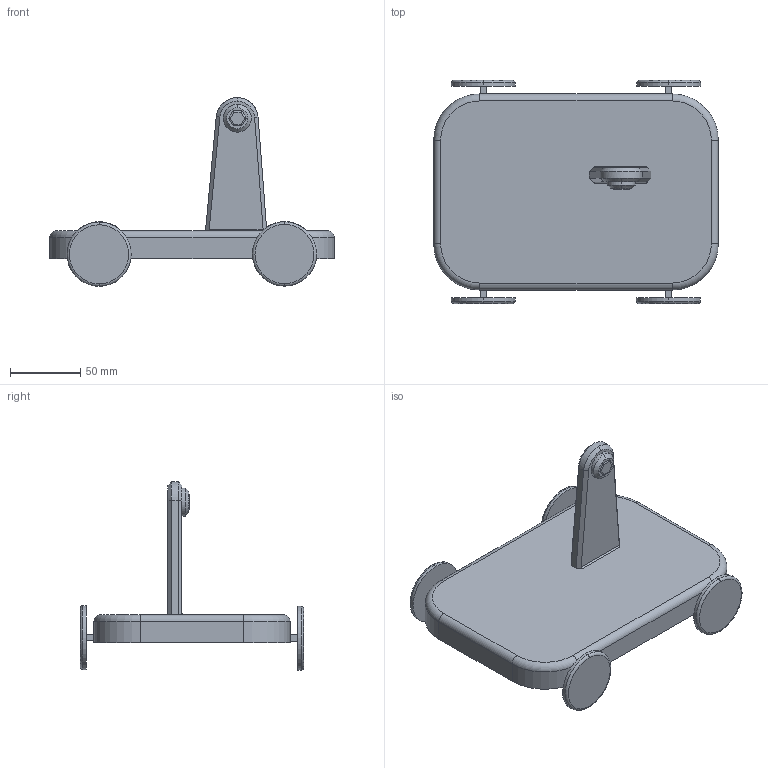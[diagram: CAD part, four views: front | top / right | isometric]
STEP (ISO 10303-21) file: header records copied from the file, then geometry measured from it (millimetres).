
FILE_DESCRIPTION (( 'STEP AP203' ), '1' );
FILE_NAME ('base_1_Default_sldprt.STEP', '2023-12-04T15:31:23', ( '' ), ( '' ), 'SwSTEP 2.0', 'SolidWorks 2022', '' );
FILE_SCHEMA (( 'CONFIG_CONTROL_DESIGN' ));
Length unit declared in the file: inch
Products named in the file (1): base_1_Default_sldprt
Bounding box: 203.2 x 159.3 x 134.66 mm (x, y, z)
Volume: 606085.5 mm3; surface area: 89662.3 mm2
Topology: 1 solids, 1 shells, 87 faces, 197 edges, 124 vertices
Faces by surface type: plane 41, cylinder 29, torus 12, cone 5
Entity records: 2502 total; most frequent: CARTESIAN_POINT 439, DIRECTION 431, ORIENTED_EDGE 394, EDGE_CURVE 197, AXIS2_PLACEMENT_3D 156, VERTEX_POINT 124, LINE 119, VECTOR 119
